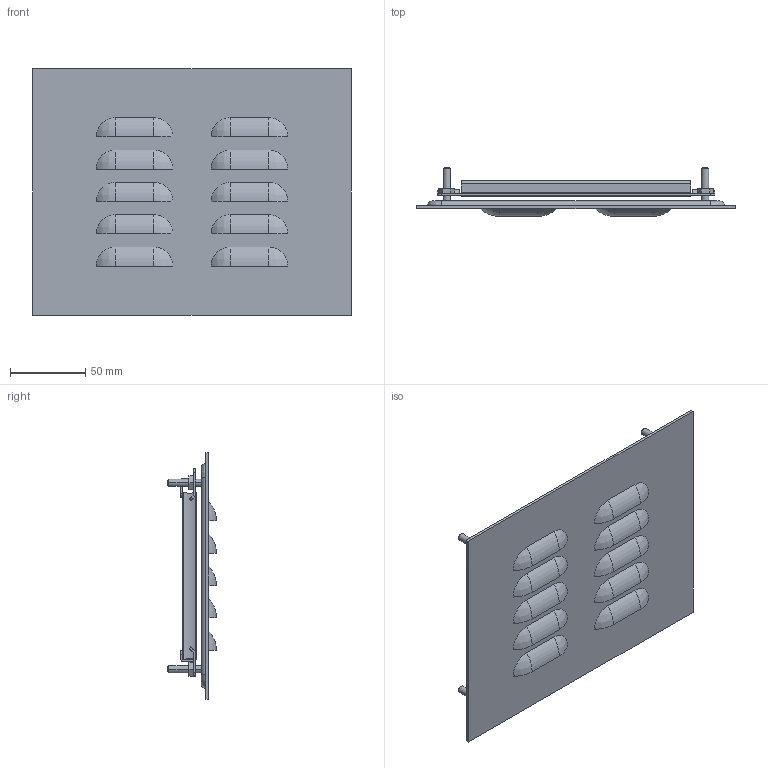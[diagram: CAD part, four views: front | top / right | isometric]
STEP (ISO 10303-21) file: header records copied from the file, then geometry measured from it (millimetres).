
FILE_DESCRIPTION (( 'STEP AP214' ), '1' );
FILE_NAME ('1481L3R68GY.STEP', '2021-10-07T20:00:11', ( '' ), ( '' ), 'SwSTEP 2.0', 'SolidWorks 2021', '' );
FILE_SCHEMA (( 'AUTOMOTIVE_DESIGN' ));
Length unit declared in the file: inch
Products named in the file (1): 1481L3R68GY
Bounding box: 211.02 x 32.31 x 163.27 mm (x, y, z)
Volume: 206096.4 mm3; surface area: 154439.7 mm2
Topology: 13 solids, 14 shells, 314 faces, 778 edges, 496 vertices
Faces by surface type: plane 155, cylinder 99, bspline 44, cone 16
Entity records: 14984 total; most frequent: CARTESIAN_POINT 3221, ORIENTED_EDGE 1556, DIRECTION 1546, EDGE_CURVE 778, AXIS2_PLACEMENT_3D 541, VERTEX_POINT 496, LINE 464, VECTOR 464
